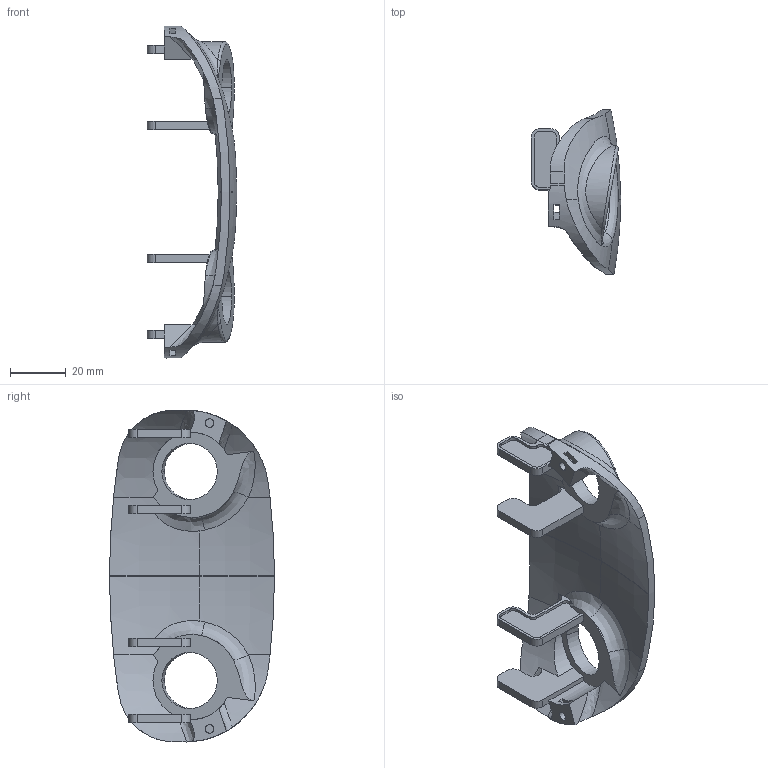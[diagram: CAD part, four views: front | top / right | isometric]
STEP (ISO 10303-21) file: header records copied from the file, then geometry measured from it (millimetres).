
FILE_DESCRIPTION (( 'STEP AP214' ), '1' );
FILE_NAME ('HeadFaceMask.STEP', '2018-09-26T10:13:07', ( '' ), ( '' ), 'SwSTEP 2.0', 'SolidWorks 2016', '' );
FILE_SCHEMA (( 'AUTOMOTIVE_DESIGN' ));
Length unit declared in the file: millimetre
Products named in the file (2): HeadFaceMask
Bounding box: 32.07 x 59.2 x 119.15 mm (x, y, z)
Volume: 25961.9 mm3; surface area: 19213.9 mm2
Topology: 1 solids, 1 shells, 205 faces, 577 edges, 376 vertices
Faces by surface type: cylinder 76, plane 74, bspline 40, torus 15
Entity records: 9702 total; most frequent: CARTESIAN_POINT 4750, ORIENTED_EDGE 1150, DIRECTION 882, EDGE_CURVE 575, VERTEX_POINT 376, AXIS2_PLACEMENT_3D 326, LINE 230, VECTOR 230
